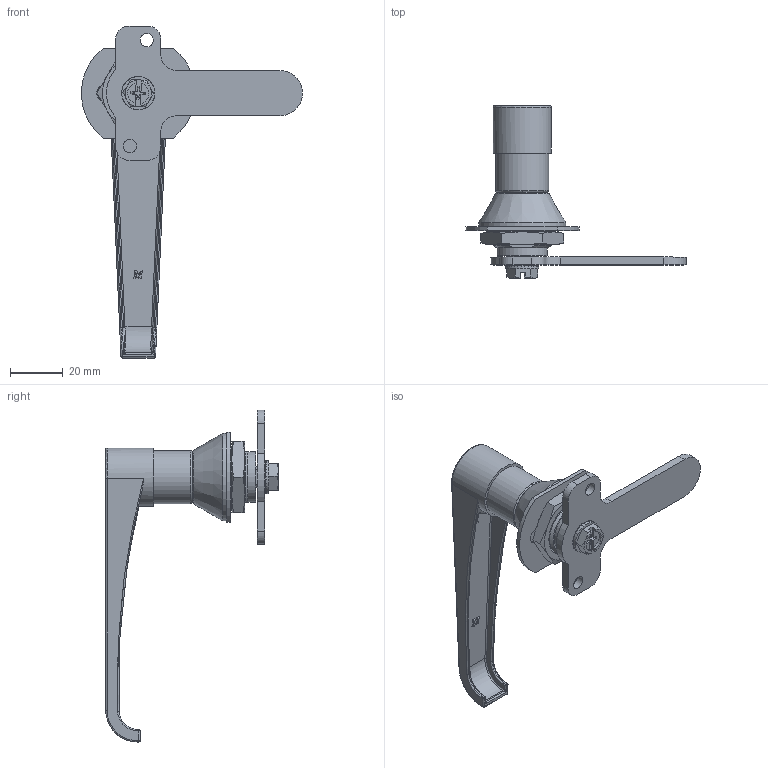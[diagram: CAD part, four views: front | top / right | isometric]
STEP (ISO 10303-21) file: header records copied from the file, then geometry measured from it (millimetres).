
FILE_DESCRIPTION(('STEP AP203'),'1');
FILE_NAME('010.1.1.01.001.step','2018-07-06T06:41:19',(' '),(' '),'Spatial InterOp 3D',' ',' ');
FILE_SCHEMA(('CONFIG_CONTROL_DESIGN'));
Length unit declared in the file: millimetre
Products named in the file (7): 1; 2; 3; 4; 5; 6; 7
Bounding box: 83.43 x 65.1 x 125.35 mm (x, y, z)
Volume: 33392.3 mm3; surface area: 26268 mm2
Topology: 7 solids, 7 shells, 512 faces, 1388 edges, 902 vertices
Faces by surface type: plane 344, cylinder 98, bspline 43, cone 25, sphere 2
Full cylindrical faces by diameter (mm): 3.3 x1, 4 x1, 5 x3, 5.1 x2, 6 x2, 8 x1, 8.6 x1, 8.8 x1, 12 x1, 12.2 x1, 12.5 x1, 14.8 x1, 15.1 x1, 16 x1, 16.2 x1, 19 x1, 20 x1, 20.6 x1, 22 x1, 33 x1
Entity records: 20654 total; most frequent: CARTESIAN_POINT 7791, ORIENTED_EDGE 2676, DIRECTION 2496, EDGE_CURVE 1338, VERTEX_POINT 889, AXIS2_PLACEMENT_3D 840, LINE 816, VECTOR 816
